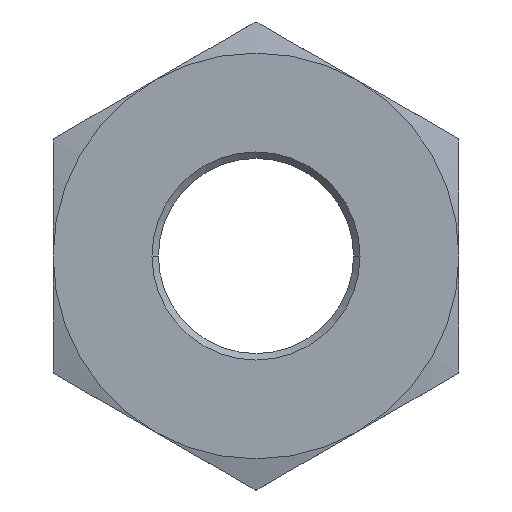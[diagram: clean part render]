
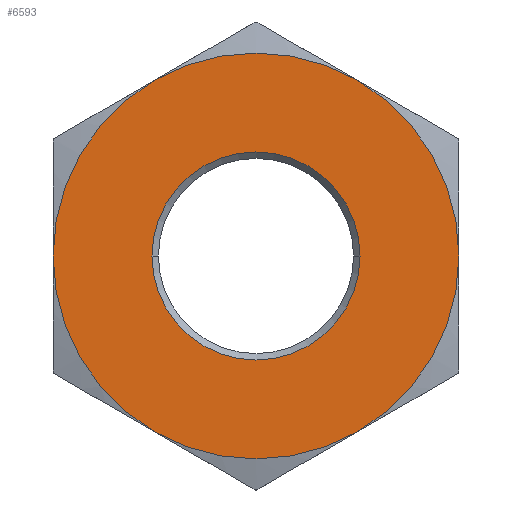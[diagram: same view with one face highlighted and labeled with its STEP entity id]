
A CAD part, front view. The second image highlights one B-rep face of the part: STEP entity #6593.
In plain terms, the highlighted planar face has unit normal (0, -1, 0).
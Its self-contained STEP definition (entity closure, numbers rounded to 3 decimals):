
#179 = VERTEX_POINT ( 'NONE', #8645 ) ;
#208 = AXIS2_PLACEMENT_3D ( 'NONE', #2346, #11484, #8072 ) ;
#426 = CIRCLE ( 'NONE', #6459, 31.5 ) ;
#532 = CARTESIAN_POINT ( 'NONE',  ( -31.5, 0., 0. ) ) ;
#856 = EDGE_CURVE ( 'NONE', #3414, #3029, #4288, .T. ) ;
#888 = CARTESIAN_POINT ( 'NONE',  ( 0., 0., 0. ) ) ;
#897 = CIRCLE ( 'NONE', #8599, 16.15 ) ;
#1241 = CARTESIAN_POINT ( 'NONE',  ( 15.75, 0., 27.28 ) ) ;
#1564 = DIRECTION ( 'NONE',  ( 1., 0., 0. ) ) ;
#1781 = AXIS2_PLACEMENT_3D ( 'NONE', #7724, #1786, #8898 ) ;
#1786 = DIRECTION ( 'NONE',  ( 0., -1., 0. ) ) ;
#2346 = CARTESIAN_POINT ( 'NONE',  ( 0., 0., 0. ) ) ;
#3010 = EDGE_CURVE ( 'NONE', #6797, #3293, #10637, .T. ) ;
#3029 = VERTEX_POINT ( 'NONE', #13654 ) ;
#3086 = CIRCLE ( 'NONE', #208, 31.5 ) ;
#3143 = CIRCLE ( 'NONE', #5942, 31.5 ) ;
#3245 = DIRECTION ( 'NONE',  ( 1., 0., 0. ) ) ;
#3293 = VERTEX_POINT ( 'NONE', #3735 ) ;
#3414 = VERTEX_POINT ( 'NONE', #532 ) ;
#3735 = CARTESIAN_POINT ( 'NONE',  ( -15.75, 0., 27.28 ) ) ;
#3774 = CARTESIAN_POINT ( 'NONE',  ( 16.15, 0., 0. ) ) ;
#3839 = ORIENTED_EDGE ( 'NONE', *, *, #7821, .T. ) ;
#3953 = CARTESIAN_POINT ( 'NONE',  ( 15.75, 0., -27.28 ) ) ;
#4288 = CIRCLE ( 'NONE', #6117, 31.5 ) ;
#4464 = CIRCLE ( 'NONE', #11001, 16.15 ) ;
#4610 = ORIENTED_EDGE ( 'NONE', *, *, #3010, .T. ) ;
#4753 = ORIENTED_EDGE ( 'NONE', *, *, #6622, .F. ) ;
#5379 = FACE_BOUND ( 'NONE', #5910, .T. ) ;
#5910 = EDGE_LOOP ( 'NONE', ( #4753, #13359 ) ) ;
#5942 = AXIS2_PLACEMENT_3D ( 'NONE', #6352, #10065, #12301 ) ;
#6117 = AXIS2_PLACEMENT_3D ( 'NONE', #8535, #9717, #8585 ) ;
#6352 = CARTESIAN_POINT ( 'NONE',  ( 0., 0., 0. ) ) ;
#6459 = AXIS2_PLACEMENT_3D ( 'NONE', #9980, #11131, #7424 ) ;
#6576 = VERTEX_POINT ( 'NONE', #12614 ) ;
#6593 = ADVANCED_FACE ( 'NONE', ( #8474, #5379 ), #9070, .F. ) ;
#6622 = EDGE_CURVE ( 'NONE', #13866, #179, #4464, .T. ) ;
#6774 = DIRECTION ( 'NONE',  ( 0., 0., 1. ) ) ;
#6797 = VERTEX_POINT ( 'NONE', #1241 ) ;
#7424 = DIRECTION ( 'NONE',  ( 1., 0., 0. ) ) ;
#7434 = EDGE_CURVE ( 'NONE', #3293, #3414, #426, .T. ) ;
#7601 = DIRECTION ( 'NONE',  ( 0., -1., 0. ) ) ;
#7724 = CARTESIAN_POINT ( 'NONE',  ( 0., 0., 0. ) ) ;
#7821 = EDGE_CURVE ( 'NONE', #8192, #6576, #3143, .T. ) ;
#8072 = DIRECTION ( 'NONE',  ( 1., 0., 0. ) ) ;
#8192 = VERTEX_POINT ( 'NONE', #3953 ) ;
#8474 = FACE_OUTER_BOUND ( 'NONE', #8876, .T. ) ;
#8535 = CARTESIAN_POINT ( 'NONE',  ( 0., 0., 0. ) ) ;
#8585 = DIRECTION ( 'NONE',  ( 1., 0., 0. ) ) ;
#8599 = AXIS2_PLACEMENT_3D ( 'NONE', #9945, #7601, #1564 ) ;
#8645 = CARTESIAN_POINT ( 'NONE',  ( -16.15, 0., 0. ) ) ;
#8780 = ORIENTED_EDGE ( 'NONE', *, *, #856, .T. ) ;
#8876 = EDGE_LOOP ( 'NONE', ( #8780, #9297, #3839, #13231, #4610, #13864 ) ) ;
#8898 = DIRECTION ( 'NONE',  ( 1., 0., 0. ) ) ;
#9070 = PLANE ( 'NONE',  #11209 ) ;
#9172 = DIRECTION ( 'NONE',  ( 1., 0., 0. ) ) ;
#9225 = EDGE_CURVE ( 'NONE', #6576, #6797, #3086, .T. ) ;
#9297 = ORIENTED_EDGE ( 'NONE', *, *, #12077, .T. ) ;
#9717 = DIRECTION ( 'NONE',  ( 0., -1., 0. ) ) ;
#9921 = EDGE_CURVE ( 'NONE', #179, #13866, #897, .T. ) ;
#9945 = CARTESIAN_POINT ( 'NONE',  ( 0., 0., 0. ) ) ;
#9980 = CARTESIAN_POINT ( 'NONE',  ( 0., 0., 0. ) ) ;
#10065 = DIRECTION ( 'NONE',  ( 0., -1., 0. ) ) ;
#10196 = CARTESIAN_POINT ( 'NONE',  ( 0., 0., 0. ) ) ;
#10249 = DIRECTION ( 'NONE',  ( 0., -1., 0. ) ) ;
#10329 = DIRECTION ( 'NONE',  ( 0., 1., 0. ) ) ;
#10637 = CIRCLE ( 'NONE', #15048, 31.5 ) ;
#10786 = CIRCLE ( 'NONE', #1781, 31.5 ) ;
#11001 = AXIS2_PLACEMENT_3D ( 'NONE', #12565, #13846, #9172 ) ;
#11131 = DIRECTION ( 'NONE',  ( 0., -1., 0. ) ) ;
#11209 = AXIS2_PLACEMENT_3D ( 'NONE', #888, #10329, #6774 ) ;
#11484 = DIRECTION ( 'NONE',  ( 0., -1., 0. ) ) ;
#12077 = EDGE_CURVE ( 'NONE', #3029, #8192, #10786, .T. ) ;
#12301 = DIRECTION ( 'NONE',  ( 1., 0., 0. ) ) ;
#12565 = CARTESIAN_POINT ( 'NONE',  ( 0., 0., 0. ) ) ;
#12614 = CARTESIAN_POINT ( 'NONE',  ( 31.5, 0., 0. ) ) ;
#13231 = ORIENTED_EDGE ( 'NONE', *, *, #9225, .T. ) ;
#13359 = ORIENTED_EDGE ( 'NONE', *, *, #9921, .F. ) ;
#13654 = CARTESIAN_POINT ( 'NONE',  ( -15.75, 0., -27.28 ) ) ;
#13846 = DIRECTION ( 'NONE',  ( 0., -1., 0. ) ) ;
#13864 = ORIENTED_EDGE ( 'NONE', *, *, #7434, .T. ) ;
#13866 = VERTEX_POINT ( 'NONE', #3774 ) ;
#15048 = AXIS2_PLACEMENT_3D ( 'NONE', #10196, #10249, #3245 ) ;
